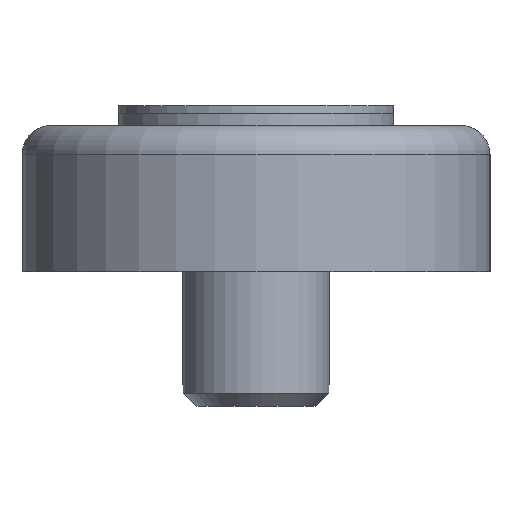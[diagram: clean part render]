
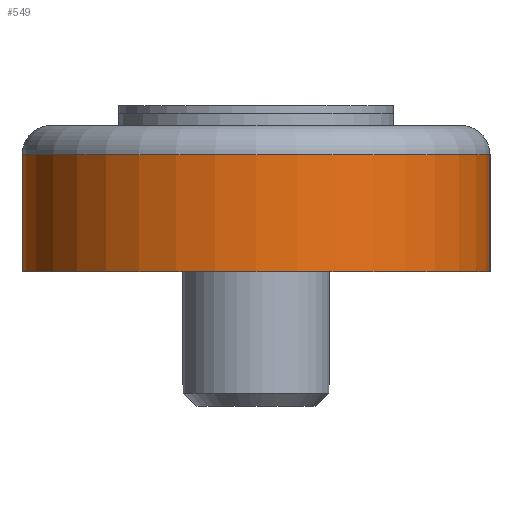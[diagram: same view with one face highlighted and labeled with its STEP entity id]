
A CAD part, left-side view. The second image highlights one B-rep face of the part: STEP entity #549.
In plain terms, the highlighted cylindrical face has radius 8 mm (diameter 16 mm), a partial arc.
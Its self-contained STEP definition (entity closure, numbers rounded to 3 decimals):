
#52=CYLINDRICAL_SURFACE('',#629,8.);
#83=LINE('',#934,#117);
#86=LINE('',#944,#120);
#117=VECTOR('',#762,1000.);
#120=VECTOR('',#773,1000.);
#211=ORIENTED_EDGE('',*,*,#295,.F.);
#212=ORIENTED_EDGE('',*,*,#303,.T.);
#213=ORIENTED_EDGE('',*,*,#300,.T.);
#214=ORIENTED_EDGE('',*,*,#304,.T.);
#295=EDGE_CURVE('',#349,#350,#83,.T.);
#300=EDGE_CURVE('',#353,#354,#86,.T.);
#303=EDGE_CURVE('',#349,#353,#382,.F.);
#304=EDGE_CURVE('',#354,#350,#383,.T.);
#349=VERTEX_POINT('',#933);
#350=VERTEX_POINT('',#935);
#353=VERTEX_POINT('',#945);
#354=VERTEX_POINT('',#946);
#382=CIRCLE('',#630,8.);
#383=CIRCLE('',#631,8.);
#428=EDGE_LOOP('',(#211,#212,#213,#214));
#483=FACE_BOUND('',#428,.T.);
#549=ADVANCED_FACE('',(#483),#52,.T.);
#629=AXIS2_PLACEMENT_3D('',#949,#776,#777);
#630=AXIS2_PLACEMENT_3D('',#950,#778,#779);
#631=AXIS2_PLACEMENT_3D('',#951,#780,#781);
#762=DIRECTION('',(0.,-1.,0.));
#773=DIRECTION('',(0.,-1.,0.));
#776=DIRECTION('',(0.,-1.,0.));
#777=DIRECTION('',(0.,0.,-1.));
#778=DIRECTION('',(0.,1.,0.));
#779=DIRECTION('',(0.,0.,1.));
#780=DIRECTION('',(0.,1.,0.));
#781=DIRECTION('',(1.,0.,0.));
#933=CARTESIAN_POINT('',(12.,4.,-8.));
#934=CARTESIAN_POINT('',(12.,5.,-8.));
#935=CARTESIAN_POINT('',(12.,0.,-8.));
#944=CARTESIAN_POINT('',(12.,5.,8.));
#945=CARTESIAN_POINT('',(12.,4.,8.));
#946=CARTESIAN_POINT('',(12.,0.,8.));
#949=CARTESIAN_POINT('',(12.,5.,0.));
#950=CARTESIAN_POINT('',(12.,4.,0.));
#951=CARTESIAN_POINT('',(12.,0.,0.));
